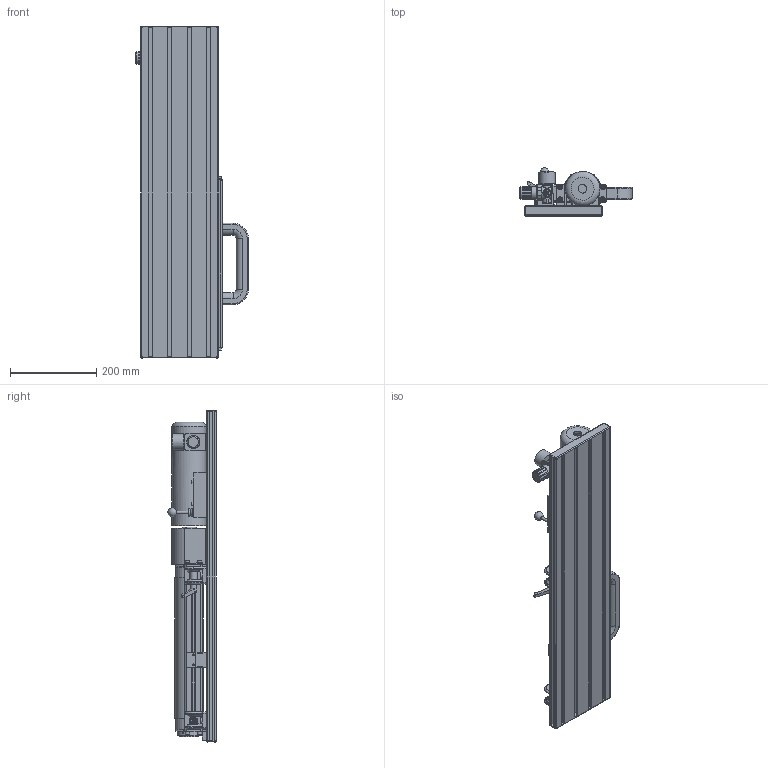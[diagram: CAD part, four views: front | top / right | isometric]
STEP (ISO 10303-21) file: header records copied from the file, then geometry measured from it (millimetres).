
FILE_DESCRIPTION(/* description */ ('Unknown','CAx-IF Rec.Pracs.---Representation and Presentation of Product Manufacturing Information (PMI)---4.0---2014-10-13','CAx-IF Rec.Pracs.---3D Tessellated Geometry---0.4---2014-09-14','2;1'),/* implementation_level */ '2;1');
FILE_NAME(/* name */ '503652_990163-A-600_Kunde',/* time_stamp */ '2024-05-06T18:04:32+02:00',/* author */ ('Unknown'),/* organization */ ('Unknown'),/* preprocessor_version */ 'ST-DEVELOPER v16.7',/* originating_system */ 'Solid Edge',/* authorisation */ 'Unknown');
FILE_SCHEMA (('AP242_MANAGED_MODEL_BASED_3D_ENGINEERING_MIM_LF { 1 0 10303 442 1 1 4 }'));
Products named in the file (1): 990163-A-600
Bounding box: 260.25 x 111.5 x 768 mm (x, y, z)
Volume: 4509125.9 mm3; surface area: 1120329 mm2
Topology: 2 solids, 2 shells, 1578 faces, 4193 edges, 2722 vertices
Faces by surface type: plane 1047, cylinder 315, torus 84, cone 78, bspline 53, sphere 1
Full cylindrical faces by diameter (mm): 3 x1, 3.242 x2, 4 x1, 4.5 x6, 5 x8, 5.2 x4, 5.5 x4, 6 x7, 6.2 x4, 6.6 x2, 7 x4, 7.4 x4, 8 x11, 8.4 x7, 8.566 x7, 10 x25, 10.5 x1, 11 x3, 12 x4, 13 x5, 14 x4, 16 x6, 16.66 x2, 17 x1, 19.5 x1, 20 x1, 28 x1, 29.5 x1, 30 x1, 30.5 x1
Entity records: 59056 total; most frequent: CARTESIAN_POINT 10833, ORIENTED_EDGE 7520, DIRECTION 7320, EDGE_CURVE 3760, LINE 2602, VECTOR 2602, VERTEX_POINT 2571, AXIS2_PLACEMENT_3D 2359
